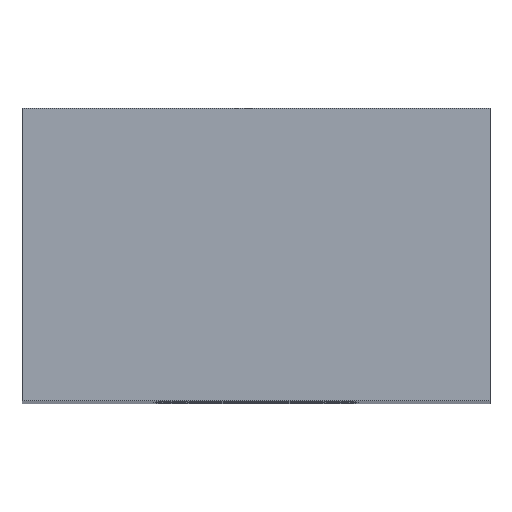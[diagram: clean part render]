
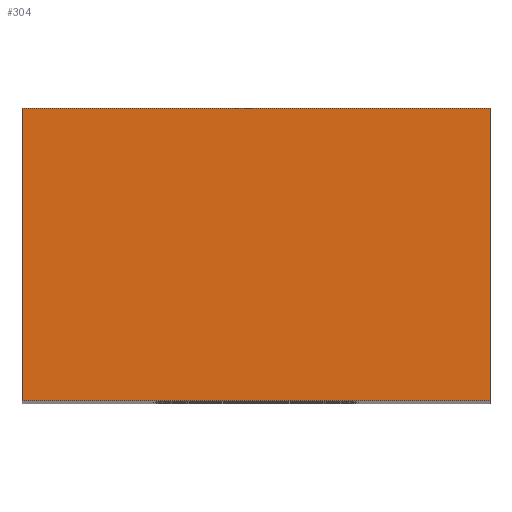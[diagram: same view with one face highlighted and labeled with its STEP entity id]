
A CAD part, top view. The second image highlights one B-rep face of the part: STEP entity #304.
In plain terms, the highlighted planar face has unit normal (0, 0, 1).
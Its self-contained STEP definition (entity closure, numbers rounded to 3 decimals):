
#31=PLANE('',#349);
#47=FACE_OUTER_BOUND('',#64,.T.);
#64=EDGE_LOOP('',(#262,#263,#264,#265));
#101=LINE('',#502,#134);
#102=LINE('',#505,#135);
#103=LINE('',#507,#136);
#104=LINE('',#508,#137);
#134=VECTOR('',#418,10.);
#135=VECTOR('',#421,10.);
#136=VECTOR('',#422,10.);
#137=VECTOR('',#423,10.);
#168=VERTEX_POINT('',#498);
#169=VERTEX_POINT('',#500);
#170=VERTEX_POINT('',#504);
#171=VERTEX_POINT('',#506);
#205=EDGE_CURVE('',#168,#169,#101,.T.);
#206=EDGE_CURVE('',#170,#168,#102,.T.);
#207=EDGE_CURVE('',#171,#169,#103,.T.);
#208=EDGE_CURVE('',#170,#171,#104,.T.);
#262=ORIENTED_EDGE('',*,*,#206,.T.);
#263=ORIENTED_EDGE('',*,*,#205,.T.);
#264=ORIENTED_EDGE('',*,*,#207,.F.);
#265=ORIENTED_EDGE('',*,*,#208,.F.);
#304=ADVANCED_FACE('',(#47),#31,.T.);
#349=AXIS2_PLACEMENT_3D('',#503,#419,#420);
#418=DIRECTION('',(0.,1.,0.));
#419=DIRECTION('center_axis',(0.,0.,1.));
#420=DIRECTION('ref_axis',(1.,0.,0.));
#421=DIRECTION('',(1.,0.,0.));
#422=DIRECTION('',(1.,0.,0.));
#423=DIRECTION('',(0.,1.,0.));
#498=CARTESIAN_POINT('',(4.,0.,15.));
#500=CARTESIAN_POINT('',(4.,5.,15.));
#502=CARTESIAN_POINT('',(4.,0.,15.));
#503=CARTESIAN_POINT('Origin',(-4.,0.,15.));
#504=CARTESIAN_POINT('',(-4.,0.,15.));
#505=CARTESIAN_POINT('',(-4.,0.,15.));
#506=CARTESIAN_POINT('',(-4.,5.,15.));
#507=CARTESIAN_POINT('',(-4.,5.,15.));
#508=CARTESIAN_POINT('',(-4.,0.,15.));
